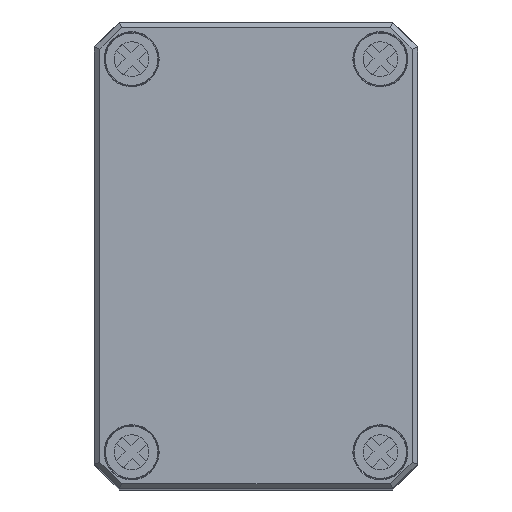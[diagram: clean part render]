
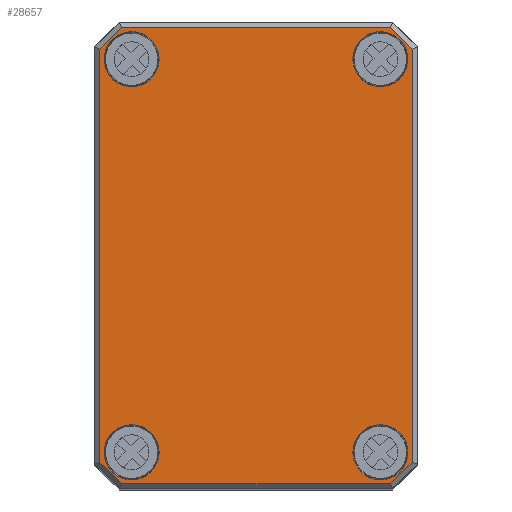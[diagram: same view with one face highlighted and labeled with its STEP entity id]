
A CAD part, top view. The second image highlights one B-rep face of the part: STEP entity #28657.
In plain terms, the highlighted planar face has unit normal (0, 0, 1).
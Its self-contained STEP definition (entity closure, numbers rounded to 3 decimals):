
#257=FACE_BOUND('',#8973,.T.);
#258=FACE_BOUND('',#8974,.T.);
#259=FACE_BOUND('',#8975,.T.);
#260=FACE_BOUND('',#8976,.T.);
#756=PLANE('',#30893);
#2631=LINE('',#51554,#4777);
#2632=LINE('',#51556,#4778);
#2633=LINE('',#51558,#4779);
#2634=LINE('',#51560,#4780);
#2635=LINE('',#51562,#4781);
#2636=LINE('',#51564,#4782);
#2637=LINE('',#51566,#4783);
#2638=LINE('',#51567,#4784);
#4777=VECTOR('',#36730,10.);
#4778=VECTOR('',#36731,10.);
#4779=VECTOR('',#36732,10.);
#4780=VECTOR('',#36733,10.);
#4781=VECTOR('',#36734,10.);
#4782=VECTOR('',#36735,10.);
#4783=VECTOR('',#36736,10.);
#4784=VECTOR('',#36737,10.);
#7070=FACE_OUTER_BOUND('',#8972,.T.);
#8972=EDGE_LOOP('',(#24266,#24267,#24268,#24269,#24270,#24271,#24272,#24273));
#8973=EDGE_LOOP('',(#24274));
#8974=EDGE_LOOP('',(#24275));
#8975=EDGE_LOOP('',(#24276));
#8976=EDGE_LOOP('',(#24277));
#11034=CIRCLE('',#30888,5.53);
#11038=CIRCLE('',#30894,5.53);
#11039=CIRCLE('',#30895,5.53);
#11040=CIRCLE('',#30896,5.53);
#13547=VERTEX_POINT('',#51542);
#13550=VERTEX_POINT('',#51552);
#13551=VERTEX_POINT('',#51553);
#13552=VERTEX_POINT('',#51555);
#13553=VERTEX_POINT('',#51557);
#13554=VERTEX_POINT('',#51559);
#13555=VERTEX_POINT('',#51561);
#13556=VERTEX_POINT('',#51563);
#13557=VERTEX_POINT('',#51565);
#13558=VERTEX_POINT('',#51568);
#13559=VERTEX_POINT('',#51570);
#13560=VERTEX_POINT('',#51572);
#17195=EDGE_CURVE('',#13547,#13547,#11034,.T.);
#17200=EDGE_CURVE('',#13550,#13551,#2631,.T.);
#17201=EDGE_CURVE('',#13552,#13550,#2632,.T.);
#17202=EDGE_CURVE('',#13553,#13552,#2633,.T.);
#17203=EDGE_CURVE('',#13554,#13553,#2634,.T.);
#17204=EDGE_CURVE('',#13555,#13554,#2635,.T.);
#17205=EDGE_CURVE('',#13556,#13555,#2636,.T.);
#17206=EDGE_CURVE('',#13557,#13556,#2637,.T.);
#17207=EDGE_CURVE('',#13551,#13557,#2638,.T.);
#17208=EDGE_CURVE('',#13558,#13558,#11038,.T.);
#17209=EDGE_CURVE('',#13559,#13559,#11039,.T.);
#17210=EDGE_CURVE('',#13560,#13560,#11040,.T.);
#24266=ORIENTED_EDGE('',*,*,#17200,.F.);
#24267=ORIENTED_EDGE('',*,*,#17201,.F.);
#24268=ORIENTED_EDGE('',*,*,#17202,.F.);
#24269=ORIENTED_EDGE('',*,*,#17203,.F.);
#24270=ORIENTED_EDGE('',*,*,#17204,.F.);
#24271=ORIENTED_EDGE('',*,*,#17205,.F.);
#24272=ORIENTED_EDGE('',*,*,#17206,.F.);
#24273=ORIENTED_EDGE('',*,*,#17207,.F.);
#24274=ORIENTED_EDGE('',*,*,#17208,.F.);
#24275=ORIENTED_EDGE('',*,*,#17209,.F.);
#24276=ORIENTED_EDGE('',*,*,#17210,.F.);
#24277=ORIENTED_EDGE('',*,*,#17195,.F.);
#28657=ADVANCED_FACE('',(#7070,#257,#258,#259,#260),#756,.T.);
#30888=AXIS2_PLACEMENT_3D('',#51543,#36717,#36718);
#30893=AXIS2_PLACEMENT_3D('',#51551,#36728,#36729);
#30894=AXIS2_PLACEMENT_3D('',#51569,#36738,#36739);
#30895=AXIS2_PLACEMENT_3D('',#51571,#36740,#36741);
#30896=AXIS2_PLACEMENT_3D('',#51573,#36742,#36743);
#36717=DIRECTION('center_axis',(0.,0.,1.));
#36718=DIRECTION('ref_axis',(-1.,0.,0.));
#36728=DIRECTION('center_axis',(0.,0.,1.));
#36729=DIRECTION('ref_axis',(1.,0.,0.));
#36730=DIRECTION('',(0.707,-0.707,0.));
#36731=DIRECTION('',(1.,0.,0.));
#36732=DIRECTION('',(0.707,0.707,0.));
#36733=DIRECTION('',(0.,1.,0.));
#36734=DIRECTION('',(-0.707,0.707,0.));
#36735=DIRECTION('',(-1.,0.,0.));
#36736=DIRECTION('',(-0.707,-0.707,0.));
#36737=DIRECTION('',(0.,-1.,0.));
#36738=DIRECTION('center_axis',(0.,0.,1.));
#36739=DIRECTION('ref_axis',(1.,0.,0.));
#36740=DIRECTION('center_axis',(0.,0.,1.));
#36741=DIRECTION('ref_axis',(1.,0.,0.));
#36742=DIRECTION('center_axis',(0.,0.,1.));
#36743=DIRECTION('ref_axis',(-1.,0.,0.));
#51542=CARTESIAN_POINT('',(-19.47,39.5,15.));
#51543=CARTESIAN_POINT('Origin',(-25.,39.5,15.));
#51551=CARTESIAN_POINT('Origin',(0.,0.,
15.));
#51552=CARTESIAN_POINT('',(27.032,45.869,15.));
#51553=CARTESIAN_POINT('',(31.369,41.532,15.));
#51554=CARTESIAN_POINT('',(31.575,41.325,15.));
#51555=CARTESIAN_POINT('',(-27.032,45.869,15.));
#51556=CARTESIAN_POINT('',(-13.75,45.869,15.));
#51557=CARTESIAN_POINT('',(-31.369,41.532,15.));
#51558=CARTESIAN_POINT('',(-34.075,38.825,15.));
#51559=CARTESIAN_POINT('',(-31.369,-41.532,15.));
#51560=CARTESIAN_POINT('',(-31.369,-21.,15.));
#51561=CARTESIAN_POINT('',(-27.032,-45.869,15.));
#51562=CARTESIAN_POINT('',(-31.575,-41.325,15.));
#51563=CARTESIAN_POINT('',(27.032,-45.869,15.));
#51564=CARTESIAN_POINT('',(13.75,-45.869,15.));
#51565=CARTESIAN_POINT('',(31.369,-41.532,15.));
#51566=CARTESIAN_POINT('',(34.075,-38.825,15.));
#51567=CARTESIAN_POINT('',(31.369,21.,15.));
#51568=CARTESIAN_POINT('',(30.53,39.5,15.));
#51569=CARTESIAN_POINT('Origin',(25.,39.5,15.));
#51570=CARTESIAN_POINT('',(30.53,-39.5,15.));
#51571=CARTESIAN_POINT('Origin',(25.,-39.5,15.));
#51572=CARTESIAN_POINT('',(-19.47,-39.5,15.));
#51573=CARTESIAN_POINT('Origin',(-25.,-39.5,15.));
